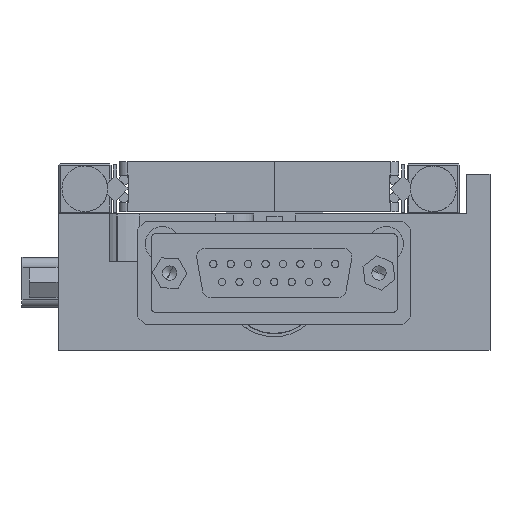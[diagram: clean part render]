
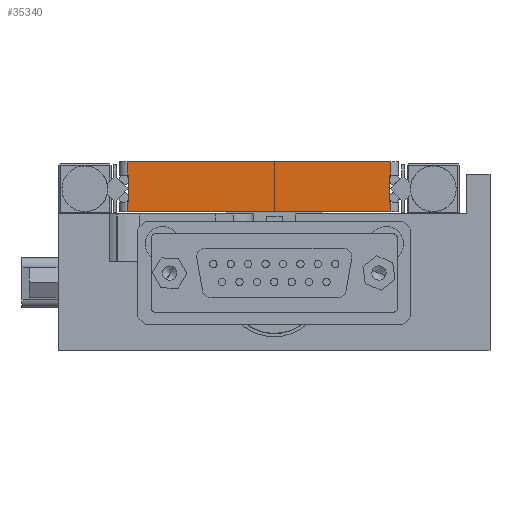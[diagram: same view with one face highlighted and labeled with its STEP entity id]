
A CAD part, left-side view. The second image highlights one B-rep face of the part: STEP entity #35340.
In plain terms, the highlighted planar face has unit normal (-1, 0, 0).
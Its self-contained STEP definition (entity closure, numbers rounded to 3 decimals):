
#288 = ORIENTED_EDGE ( 'NONE', *, *, #39175, .T. ) ;
#592 = DIRECTION ( 'NONE',  ( 0., -1., 0. ) ) ;
#1331 = DIRECTION ( 'NONE',  ( 0., 0., 1. ) ) ;
#1411 = LINE ( 'NONE', #16207, #6102 ) ;
#1565 = VERTEX_POINT ( 'NONE', #45767 ) ;
#1933 = VERTEX_POINT ( 'NONE', #32673 ) ;
#2626 = LINE ( 'NONE', #17419, #17225 ) ;
#2777 = CARTESIAN_POINT ( 'NONE',  ( 0.018, 57.662, -0.162 ) ) ;
#3361 = VERTEX_POINT ( 'NONE', #19066 ) ;
#3397 = VECTOR ( 'NONE', #43951, 1000. ) ;
#4689 = AXIS2_PLACEMENT_3D ( 'NONE', #40950, #7696, #22510 ) ;
#5000 = CARTESIAN_POINT ( 'NONE',  ( 0.018, 14.482, -5.979 ) ) ;
#5149 = VERTEX_POINT ( 'NONE', #17539 ) ;
#5392 = CARTESIAN_POINT ( 'NONE',  ( 0.018, 15.752, -5.979 ) ) ;
#6102 = VECTOR ( 'NONE', #31060, 1000. ) ;
#6280 = EDGE_CURVE ( 'NONE', #5149, #38019, #29925, .T. ) ;
#7155 = CARTESIAN_POINT ( 'NONE',  ( 0.018, 15.752, 1.972 ) ) ;
#7696 = DIRECTION ( 'NONE',  ( -1., 0., 0. ) ) ;
#7882 = VECTOR ( 'NONE', #11452, 1000. ) ;
#8561 = LINE ( 'NONE', #23362, #25032 ) ;
#9699 = DIRECTION ( 'NONE',  ( 0., -1., 0. ) ) ;
#10956 = VECTOR ( 'NONE', #29302, 1000. ) ;
#11357 = FACE_OUTER_BOUND ( 'NONE', #32583, .T. ) ;
#11439 = VERTEX_POINT ( 'NONE', #2777 ) ;
#11452 = DIRECTION ( 'NONE',  ( 0., 0., -1. ) ) ;
#12129 = CARTESIAN_POINT ( 'NONE',  ( 0.018, 57.408, -4.531 ) ) ;
#12470 = ORIENTED_EDGE ( 'NONE', *, *, #19542, .T. ) ;
#12708 = ORIENTED_EDGE ( 'NONE', *, *, #6280, .T. ) ;
#13097 = DIRECTION ( 'NONE',  ( 0., 1., 0. ) ) ;
#14329 = LINE ( 'NONE', #29184, #3397 ) ;
#14444 = CARTESIAN_POINT ( 'NONE',  ( 0.018, 57.662, -5.979 ) ) ;
#15330 = EDGE_CURVE ( 'NONE', #24455, #1933, #8561, .T. ) ;
#15382 = ORIENTED_EDGE ( 'NONE', *, *, #33832, .T. ) ;
#15744 = EDGE_CURVE ( 'NONE', #3361, #27692, #28186, .T. ) ;
#16207 = CARTESIAN_POINT ( 'NONE',  ( 0.018, 14.482, -4.531 ) ) ;
#16576 = CARTESIAN_POINT ( 'NONE',  ( 0.018, 57.662, -4.531 ) ) ;
#17225 = VECTOR ( 'NONE', #32283, 1000. ) ;
#17419 = CARTESIAN_POINT ( 'NONE',  ( 0.018, 57.662, -5.979 ) ) ;
#17539 = CARTESIAN_POINT ( 'NONE',  ( 0.018, 57.408, -0.162 ) ) ;
#18777 = ORIENTED_EDGE ( 'NONE', *, *, #45094, .T. ) ;
#19040 = LINE ( 'NONE', #33890, #47480 ) ;
#19066 = CARTESIAN_POINT ( 'NONE',  ( 0.018, 57.662, 1.972 ) ) ;
#19542 = EDGE_CURVE ( 'NONE', #38019, #23042, #31603, .T. ) ;
#19781 = LINE ( 'NONE', #34629, #43513 ) ;
#19795 = DIRECTION ( 'NONE',  ( 0., -1., 0. ) ) ;
#20198 = DIRECTION ( 'NONE',  ( 0., 0., 1. ) ) ;
#20469 = ORIENTED_EDGE ( 'NONE', *, *, #36907, .T. ) ;
#20506 = EDGE_CURVE ( 'NONE', #3361, #11439, #2626, .T. ) ;
#21314 = CARTESIAN_POINT ( 'NONE',  ( 0.018, 57.662, -5.979 ) ) ;
#22157 = EDGE_CURVE ( 'NONE', #33513, #24455, #1411, .T. ) ;
#22510 = DIRECTION ( 'NONE',  ( 0., 0., 1. ) ) ;
#22732 = VECTOR ( 'NONE', #9699, 1000. ) ;
#23042 = VERTEX_POINT ( 'NONE', #16576 ) ;
#23255 = CARTESIAN_POINT ( 'NONE',  ( 0.018, 15.752, -4.531 ) ) ;
#23362 = CARTESIAN_POINT ( 'NONE',  ( 0.018, 16.006, -0.162 ) ) ;
#24455 = VERTEX_POINT ( 'NONE', #29287 ) ;
#24822 = ORIENTED_EDGE ( 'NONE', *, *, #20506, .T. ) ;
#25032 = VECTOR ( 'NONE', #38193, 1000. ) ;
#26162 = PLANE ( 'NONE',  #4689 ) ;
#27221 = VECTOR ( 'NONE', #19795, 1000. ) ;
#27692 = VERTEX_POINT ( 'NONE', #7155 ) ;
#28186 = LINE ( 'NONE', #42959, #22732 ) ;
#28790 = VECTOR ( 'NONE', #13097, 1000. ) ;
#29184 = CARTESIAN_POINT ( 'NONE',  ( 0.018, 14.482, -0.162 ) ) ;
#29287 = CARTESIAN_POINT ( 'NONE',  ( 0.018, 16.006, -4.531 ) ) ;
#29302 = DIRECTION ( 'NONE',  ( 0., 0., -1. ) ) ;
#29925 = LINE ( 'NONE', #44694, #7882 ) ;
#30447 = CARTESIAN_POINT ( 'NONE',  ( 0.018, 15.752, -0.162 ) ) ;
#31060 = DIRECTION ( 'NONE',  ( 0., 1., 0. ) ) ;
#31603 = LINE ( 'NONE', #46352, #28790 ) ;
#32283 = DIRECTION ( 'NONE',  ( 0., 0., -1. ) ) ;
#32507 = ORIENTED_EDGE ( 'NONE', *, *, #15330, .T. ) ;
#32583 = EDGE_LOOP ( 'NONE', ( #288, #36958, #36253, #24822, #20469, #12708, #12470, #45236, #15382, #18777, #47494, #32507 ) ) ;
#32673 = CARTESIAN_POINT ( 'NONE',  ( 0.018, 16.006, -0.162 ) ) ;
#33513 = VERTEX_POINT ( 'NONE', #23255 ) ;
#33832 = EDGE_CURVE ( 'NONE', #35250, #1565, #38275, .T. ) ;
#33890 = CARTESIAN_POINT ( 'NONE',  ( 0.018, 58.932, -0.162 ) ) ;
#34629 = CARTESIAN_POINT ( 'NONE',  ( 0.018, 15.752, -5.979 ) ) ;
#35250 = VERTEX_POINT ( 'NONE', #21314 ) ;
#35340 = ADVANCED_FACE ( 'NONE', ( #11357 ), #26162, .T. ) ;
#36253 = ORIENTED_EDGE ( 'NONE', *, *, #15744, .F. ) ;
#36907 = EDGE_CURVE ( 'NONE', #11439, #5149, #19040, .T. ) ;
#36958 = ORIENTED_EDGE ( 'NONE', *, *, #44188, .T. ) ;
#38019 = VERTEX_POINT ( 'NONE', #12129 ) ;
#38193 = DIRECTION ( 'NONE',  ( 0., 0., 1. ) ) ;
#38275 = LINE ( 'NONE', #5000, #27221 ) ;
#38661 = LINE ( 'NONE', #5392, #42056 ) ;
#39175 = EDGE_CURVE ( 'NONE', #1933, #44974, #14329, .T. ) ;
#40950 = CARTESIAN_POINT ( 'NONE',  ( 0.018, 14.482, -5.979 ) ) ;
#42056 = VECTOR ( 'NONE', #20198, 1000. ) ;
#42959 = CARTESIAN_POINT ( 'NONE',  ( 0.018, 14.482, 1.972 ) ) ;
#43513 = VECTOR ( 'NONE', #1331, 1000. ) ;
#43951 = DIRECTION ( 'NONE',  ( 0., -1., 0. ) ) ;
#44014 = EDGE_CURVE ( 'NONE', #23042, #35250, #47705, .T. ) ;
#44188 = EDGE_CURVE ( 'NONE', #44974, #27692, #19781, .T. ) ;
#44694 = CARTESIAN_POINT ( 'NONE',  ( 0.018, 57.408, -0.162 ) ) ;
#44974 = VERTEX_POINT ( 'NONE', #30447 ) ;
#45094 = EDGE_CURVE ( 'NONE', #1565, #33513, #38661, .T. ) ;
#45236 = ORIENTED_EDGE ( 'NONE', *, *, #44014, .T. ) ;
#45767 = CARTESIAN_POINT ( 'NONE',  ( 0.018, 15.752, -5.979 ) ) ;
#46352 = CARTESIAN_POINT ( 'NONE',  ( 0.018, 58.932, -4.531 ) ) ;
#47480 = VECTOR ( 'NONE', #592, 1000. ) ;
#47494 = ORIENTED_EDGE ( 'NONE', *, *, #22157, .T. ) ;
#47705 = LINE ( 'NONE', #14444, #10956 ) ;
